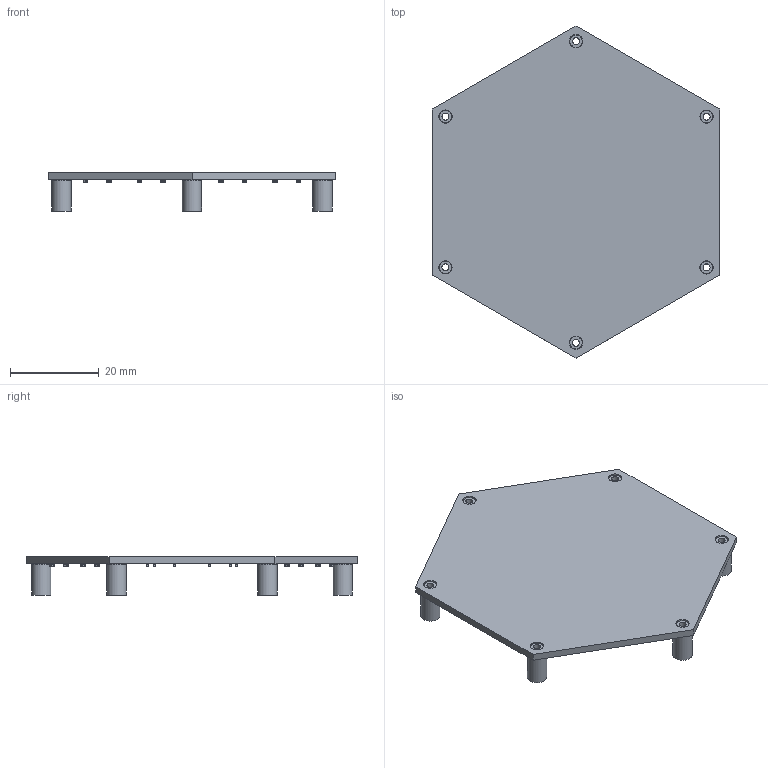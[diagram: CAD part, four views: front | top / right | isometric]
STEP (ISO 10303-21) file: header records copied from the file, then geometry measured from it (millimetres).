
FILE_DESCRIPTION(('KiCad electronic assembly'),'2;1');
FILE_NAME('Badge_Top.step','2023-07-29T05:06:41',('Pcbnew'),('Kicad'), 'Open CASCADE STEP processor 7.6','KiCad to STEP converter','Unknown' );
FILE_SCHEMA(('AUTOMOTIVE_DESIGN { 1 0 10303 214 1 1 1 1 }'));
Length unit declared in the file: millimetre
Products named in the file (6): Badge_Top 1; C_0402_1005Metric; SOLID; Mounting_Wuerth_WA-SMSI-M2_H7mm_9774070243; Badge_Top PCB
Assembly tree (23 placements, depth 3):
  Badge_Top 1
    C_0402_1005Metric  x14
      SOLID
    Mounting_Wuerth_WA-SMSI-M2_H7mm_9774070243  x6
      SOLID
    Badge_Top PCB
Bounding box: 64.95 x 75 x 8.64 mm (x, y, z)
Volume: 6323.2 mm3; surface area: 8755.7 mm2
Topology: 21 solids, 21 shells, 442 faces, 1098 edges, 732 vertices
Faces by surface type: plane 250, cylinder 192
Full cylindrical faces by diameter (mm): 1.57 x6, 2.8 x6, 3 x6, 4.35 x6
Entity records: 3519 total; most frequent: CARTESIAN_POINT 657, DIRECTION 511, LINE 267, VECTOR 267, ORIENTED_EDGE 234, PCURVE 234, DEFINITIONAL_REPRESENTATION 234, EDGE_CURVE 117
